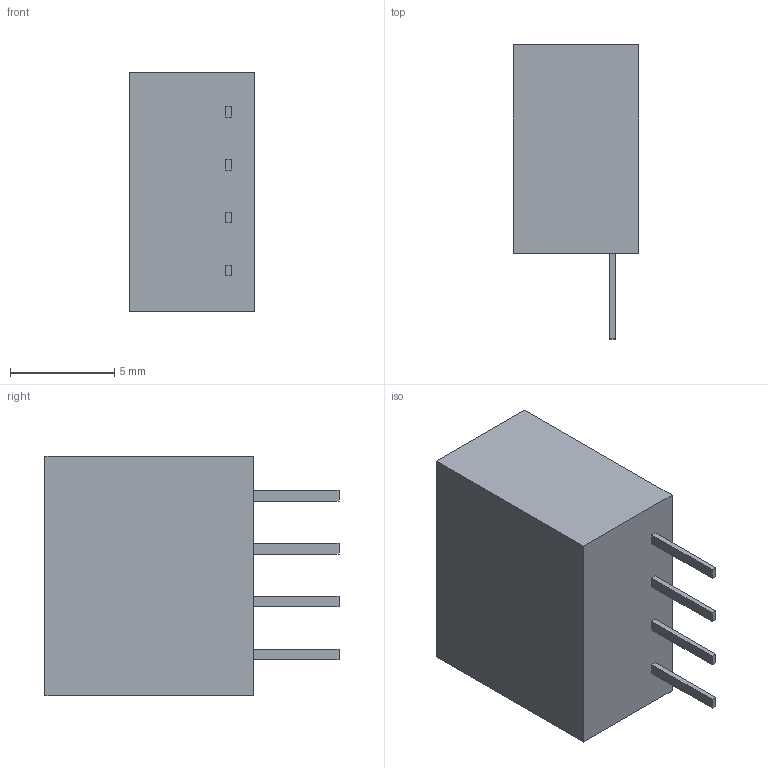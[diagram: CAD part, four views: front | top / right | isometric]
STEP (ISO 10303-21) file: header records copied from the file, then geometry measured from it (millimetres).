
FILE_DESCRIPTION(/* description */ (''),/* implementation_level */ '2;1');
FILE_NAME(/* name */ 'RFM-0505S.stp',/* time_stamp */ '2019-04-19T17:51:04-04:00',/* author */ ('Harris Newsteder'),/* organization */ (''),/* preprocessor_version */ 'ST-DEVELOPER v18',/* originating_system */ 'Autodesk Inventor 2020',/* authorisation */ '');
FILE_SCHEMA (('AUTOMOTIVE_DESIGN { 1 0 10303 214 3 1 1 }'));
Length unit declared in the file: inch
Products named in the file (1): RFM-0505S
Bounding box: 6 x 14.1 x 11.5 mm (x, y, z)
Volume: 692.1 mm3; surface area: 513.1 mm2
Topology: 1 solids, 1 shells, 28 faces, 65 edges, 44 vertices
Faces by surface type: plane 27, cylinder 1
Full cylindrical faces by diameter (mm): 0.536 x1
Entity records: 871 total; most frequent: CARTESIAN_POINT 138, ORIENTED_EDGE 130, DIRECTION 127, EDGE_CURVE 65, LINE 61, VECTOR 61, VERTEX_POINT 44, EDGE_LOOP 33
